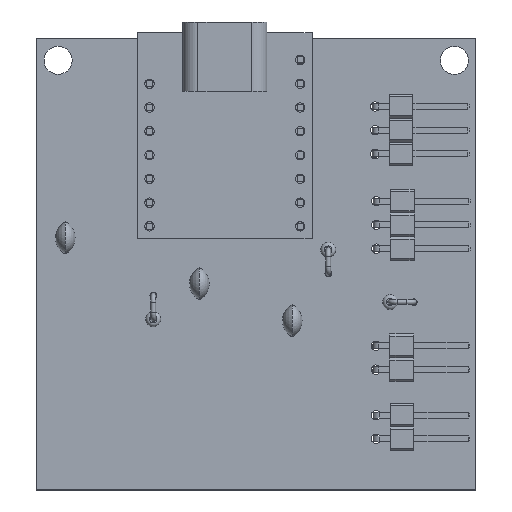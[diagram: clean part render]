
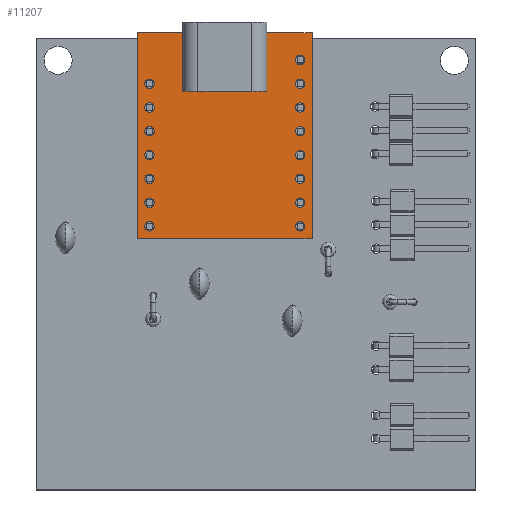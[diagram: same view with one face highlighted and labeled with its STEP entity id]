
A CAD part, top view. The second image highlights one B-rep face of the part: STEP entity #11207.
In plain terms, the highlighted planar face has unit normal (0, 0, 1).
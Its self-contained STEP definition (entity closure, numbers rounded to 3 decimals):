
#10593 = VERTEX_POINT('',#10594);
#10594 = CARTESIAN_POINT('',(7.55,1.32,1.6));
#10610 = EDGE_CURVE('',#10593,#10593,#10611,.T.);
#10611 = CIRCLE('',#10612,0.5);
#10612 = AXIS2_PLACEMENT_3D('',#10613,#10614,#10615);
#10613 = CARTESIAN_POINT('',(8.05,1.32,1.6));
#10614 = DIRECTION('',(0.,0.,-1.));
#10615 = DIRECTION('',(1.,0.,0.));
#10626 = VERTEX_POINT('',#10627);
#10627 = CARTESIAN_POINT('',(7.55,3.86,1.6));
#10643 = EDGE_CURVE('',#10626,#10626,#10644,.T.);
#10644 = CIRCLE('',#10645,0.5);
#10645 = AXIS2_PLACEMENT_3D('',#10646,#10647,#10648);
#10646 = CARTESIAN_POINT('',(8.05,3.86,1.6));
#10647 = DIRECTION('',(0.,0.,-1.));
#10648 = DIRECTION('',(1.,0.,0.));
#10659 = VERTEX_POINT('',#10660);
#10660 = CARTESIAN_POINT('',(7.55,6.4,1.6));
#10676 = EDGE_CURVE('',#10659,#10659,#10677,.T.);
#10677 = CIRCLE('',#10678,0.5);
#10678 = AXIS2_PLACEMENT_3D('',#10679,#10680,#10681);
#10679 = CARTESIAN_POINT('',(8.05,6.4,1.6));
#10680 = DIRECTION('',(0.,0.,-1.));
#10681 = DIRECTION('',(1.,0.,0.));
#10692 = VERTEX_POINT('',#10693);
#10693 = CARTESIAN_POINT('',(7.55,8.94,1.6));
#10709 = EDGE_CURVE('',#10692,#10692,#10710,.T.);
#10710 = CIRCLE('',#10711,0.5);
#10711 = AXIS2_PLACEMENT_3D('',#10712,#10713,#10714);
#10712 = CARTESIAN_POINT('',(8.05,8.94,1.6));
#10713 = DIRECTION('',(0.,0.,-1.));
#10714 = DIRECTION('',(1.,0.,0.));
#10725 = VERTEX_POINT('',#10726);
#10726 = CARTESIAN_POINT('',(7.55,11.48,1.6));
#10742 = EDGE_CURVE('',#10725,#10725,#10743,.T.);
#10743 = CIRCLE('',#10744,0.5);
#10744 = AXIS2_PLACEMENT_3D('',#10745,#10746,#10747);
#10745 = CARTESIAN_POINT('',(8.05,11.48,1.6));
#10746 = DIRECTION('',(0.,0.,-1.));
#10747 = DIRECTION('',(1.,0.,0.));
#10758 = VERTEX_POINT('',#10759);
#10759 = CARTESIAN_POINT('',(7.55,14.02,1.6));
#10775 = EDGE_CURVE('',#10758,#10758,#10776,.T.);
#10776 = CIRCLE('',#10777,0.5);
#10777 = AXIS2_PLACEMENT_3D('',#10778,#10779,#10780);
#10778 = CARTESIAN_POINT('',(8.05,14.02,1.6));
#10779 = DIRECTION('',(0.,0.,-1.));
#10780 = DIRECTION('',(1.,0.,0.));
#10791 = VERTEX_POINT('',#10792);
#10792 = CARTESIAN_POINT('',(7.55,16.56,1.6));
#10808 = EDGE_CURVE('',#10791,#10791,#10809,.T.);
#10809 = CIRCLE('',#10810,0.5);
#10810 = AXIS2_PLACEMENT_3D('',#10811,#10812,#10813);
#10811 = CARTESIAN_POINT('',(8.05,16.56,1.6));
#10812 = DIRECTION('',(0.,0.,-1.));
#10813 = DIRECTION('',(1.,0.,0.));
#10824 = VERTEX_POINT('',#10825);
#10825 = CARTESIAN_POINT('',(7.55,19.1,1.6));
#10841 = EDGE_CURVE('',#10824,#10824,#10842,.T.);
#10842 = CIRCLE('',#10843,0.5);
#10843 = AXIS2_PLACEMENT_3D('',#10844,#10845,#10846);
#10844 = CARTESIAN_POINT('',(8.05,19.1,1.6));
#10845 = DIRECTION('',(0.,0.,-1.));
#10846 = DIRECTION('',(1.,0.,0.));
#10857 = VERTEX_POINT('',#10858);
#10858 = CARTESIAN_POINT('',(-8.55,1.32,1.6));
#10874 = EDGE_CURVE('',#10857,#10857,#10875,.T.);
#10875 = CIRCLE('',#10876,0.5);
#10876 = AXIS2_PLACEMENT_3D('',#10877,#10878,#10879);
#10877 = CARTESIAN_POINT('',(-8.05,1.32,1.6));
#10878 = DIRECTION('',(0.,0.,-1.));
#10879 = DIRECTION('',(1.,0.,0.));
#10890 = VERTEX_POINT('',#10891);
#10891 = CARTESIAN_POINT('',(-8.55,3.86,1.6));
#10907 = EDGE_CURVE('',#10890,#10890,#10908,.T.);
#10908 = CIRCLE('',#10909,0.5);
#10909 = AXIS2_PLACEMENT_3D('',#10910,#10911,#10912);
#10910 = CARTESIAN_POINT('',(-8.05,3.86,1.6));
#10911 = DIRECTION('',(0.,0.,-1.));
#10912 = DIRECTION('',(1.,0.,0.));
#10923 = VERTEX_POINT('',#10924);
#10924 = CARTESIAN_POINT('',(-8.55,11.48,1.6));
#10940 = EDGE_CURVE('',#10923,#10923,#10941,.T.);
#10941 = CIRCLE('',#10942,0.5);
#10942 = AXIS2_PLACEMENT_3D('',#10943,#10944,#10945);
#10943 = CARTESIAN_POINT('',(-8.05,11.48,1.6));
#10944 = DIRECTION('',(0.,0.,-1.));
#10945 = DIRECTION('',(1.,0.,0.));
#10956 = VERTEX_POINT('',#10957);
#10957 = CARTESIAN_POINT('',(-8.55,14.02,1.6));
#10973 = EDGE_CURVE('',#10956,#10956,#10974,.T.);
#10974 = CIRCLE('',#10975,0.5);
#10975 = AXIS2_PLACEMENT_3D('',#10976,#10977,#10978);
#10976 = CARTESIAN_POINT('',(-8.05,14.02,1.6));
#10977 = DIRECTION('',(0.,0.,-1.));
#10978 = DIRECTION('',(1.,0.,0.));
#10989 = VERTEX_POINT('',#10990);
#10990 = CARTESIAN_POINT('',(-8.55,16.56,1.6));
#11006 = EDGE_CURVE('',#10989,#10989,#11007,.T.);
#11007 = CIRCLE('',#11008,0.5);
#11008 = AXIS2_PLACEMENT_3D('',#11009,#11010,#11011);
#11009 = CARTESIAN_POINT('',(-8.05,16.56,1.6));
#11010 = DIRECTION('',(0.,0.,-1.));
#11011 = DIRECTION('',(1.,0.,0.));
#11022 = VERTEX_POINT('',#11023);
#11023 = CARTESIAN_POINT('',(-8.55,8.94,1.6));
#11039 = EDGE_CURVE('',#11022,#11022,#11040,.T.);
#11040 = CIRCLE('',#11041,0.5);
#11041 = AXIS2_PLACEMENT_3D('',#11042,#11043,#11044);
#11042 = CARTESIAN_POINT('',(-8.05,8.94,1.6));
#11043 = DIRECTION('',(0.,0.,-1.));
#11044 = DIRECTION('',(1.,0.,0.));
#11055 = VERTEX_POINT('',#11056);
#11056 = CARTESIAN_POINT('',(-8.55,6.4,1.6));
#11072 = EDGE_CURVE('',#11055,#11055,#11073,.T.);
#11073 = CIRCLE('',#11074,0.5);
#11074 = AXIS2_PLACEMENT_3D('',#11075,#11076,#11077);
#11075 = CARTESIAN_POINT('',(-8.05,6.4,1.6));
#11076 = DIRECTION('',(0.,0.,-1.));
#11077 = DIRECTION('',(1.,0.,0.));
#11098 = VERTEX_POINT('',#11099);
#11099 = CARTESIAN_POINT('',(9.32,0.,1.6));
#11105 = EDGE_CURVE('',#11106,#11098,#11108,.T.);
#11106 = VERTEX_POINT('',#11107);
#11107 = CARTESIAN_POINT('',(-9.32,0.,1.6));
#11108 = LINE('',#11109,#11110);
#11109 = CARTESIAN_POINT('',(-6.78,0.,1.6));
#11110 = VECTOR('',#11111,1.);
#11111 = DIRECTION('',(1.,0.,0.));
#11136 = EDGE_CURVE('',#11137,#11106,#11139,.T.);
#11137 = VERTEX_POINT('',#11138);
#11138 = CARTESIAN_POINT('',(-9.32,22.,1.6));
#11139 = LINE('',#11140,#11141);
#11140 = CARTESIAN_POINT('',(-9.32,0.,1.6));
#11141 = VECTOR('',#11142,1.);
#11142 = DIRECTION('',(0.,-1.,0.));
#11167 = EDGE_CURVE('',#11168,#11137,#11170,.T.);
#11168 = VERTEX_POINT('',#11169);
#11169 = CARTESIAN_POINT('',(9.32,22.,1.6));
#11170 = LINE('',#11171,#11172);
#11171 = CARTESIAN_POINT('',(-9.32,22.,1.6));
#11172 = VECTOR('',#11173,1.);
#11173 = DIRECTION('',(-1.,0.,0.));
#11196 = EDGE_CURVE('',#11098,#11168,#11197,.T.);
#11197 = LINE('',#11198,#11199);
#11198 = CARTESIAN_POINT('',(9.32,22.,1.6));
#11199 = VECTOR('',#11200,1.);
#11200 = DIRECTION('',(0.,1.,0.));
#11207 = ADVANCED_FACE('',(#11208,#11214,#11217,#11220,#11223,#11226,
    #11229,#11232,#11235,#11238,#11241,#11244,#11247,#11250,#11253,
    #11256),#11259,.T.);
#11208 = FACE_BOUND('',#11209,.T.);
#11209 = EDGE_LOOP('',(#11210,#11211,#11212,#11213));
#11210 = ORIENTED_EDGE('',*,*,#11196,.T.);
#11211 = ORIENTED_EDGE('',*,*,#11167,.T.);
#11212 = ORIENTED_EDGE('',*,*,#11136,.T.);
#11213 = ORIENTED_EDGE('',*,*,#11105,.T.);
#11214 = FACE_BOUND('',#11215,.T.);
#11215 = EDGE_LOOP('',(#11216));
#11216 = ORIENTED_EDGE('',*,*,#11072,.T.);
#11217 = FACE_BOUND('',#11218,.T.);
#11218 = EDGE_LOOP('',(#11219));
#11219 = ORIENTED_EDGE('',*,*,#11039,.T.);
#11220 = FACE_BOUND('',#11221,.T.);
#11221 = EDGE_LOOP('',(#11222));
#11222 = ORIENTED_EDGE('',*,*,#11006,.T.);
#11223 = FACE_BOUND('',#11224,.T.);
#11224 = EDGE_LOOP('',(#11225));
#11225 = ORIENTED_EDGE('',*,*,#10973,.T.);
#11226 = FACE_BOUND('',#11227,.T.);
#11227 = EDGE_LOOP('',(#11228));
#11228 = ORIENTED_EDGE('',*,*,#10940,.T.);
#11229 = FACE_BOUND('',#11230,.T.);
#11230 = EDGE_LOOP('',(#11231));
#11231 = ORIENTED_EDGE('',*,*,#10907,.T.);
#11232 = FACE_BOUND('',#11233,.T.);
#11233 = EDGE_LOOP('',(#11234));
#11234 = ORIENTED_EDGE('',*,*,#10874,.T.);
#11235 = FACE_BOUND('',#11236,.T.);
#11236 = EDGE_LOOP('',(#11237));
#11237 = ORIENTED_EDGE('',*,*,#10841,.T.);
#11238 = FACE_BOUND('',#11239,.T.);
#11239 = EDGE_LOOP('',(#11240));
#11240 = ORIENTED_EDGE('',*,*,#10808,.T.);
#11241 = FACE_BOUND('',#11242,.T.);
#11242 = EDGE_LOOP('',(#11243));
#11243 = ORIENTED_EDGE('',*,*,#10775,.T.);
#11244 = FACE_BOUND('',#11245,.T.);
#11245 = EDGE_LOOP('',(#11246));
#11246 = ORIENTED_EDGE('',*,*,#10742,.T.);
#11247 = FACE_BOUND('',#11248,.T.);
#11248 = EDGE_LOOP('',(#11249));
#11249 = ORIENTED_EDGE('',*,*,#10709,.T.);
#11250 = FACE_BOUND('',#11251,.T.);
#11251 = EDGE_LOOP('',(#11252));
#11252 = ORIENTED_EDGE('',*,*,#10676,.T.);
#11253 = FACE_BOUND('',#11254,.T.);
#11254 = EDGE_LOOP('',(#11255));
#11255 = ORIENTED_EDGE('',*,*,#10643,.T.);
#11256 = FACE_BOUND('',#11257,.T.);
#11257 = EDGE_LOOP('',(#11258));
#11258 = ORIENTED_EDGE('',*,*,#10610,.T.);
#11259 = PLANE('',#11260);
#11260 = AXIS2_PLACEMENT_3D('',#11261,#11262,#11263);
#11261 = CARTESIAN_POINT('',(0.,11.,1.6));
#11262 = DIRECTION('',(0.,0.,1.));
#11263 = DIRECTION('',(1.,0.,-0.));
